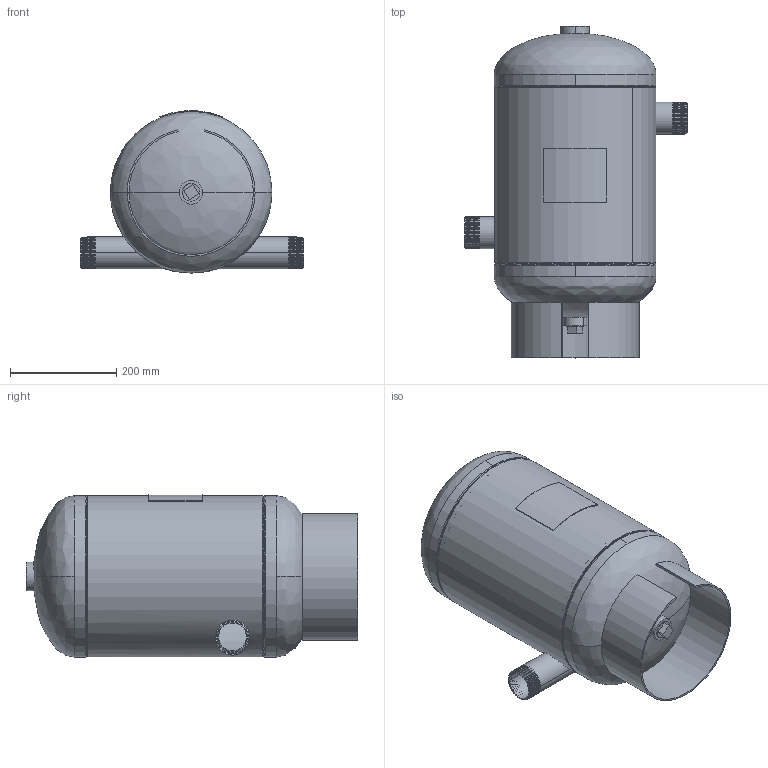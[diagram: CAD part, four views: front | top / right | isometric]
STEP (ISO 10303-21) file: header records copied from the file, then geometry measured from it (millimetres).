
FILE_DESCRIPTION (( 'STEP AP203' ), '1' );
FILE_NAME ('SPA-2.STEP', '2021-03-16T14:47:46', ( '' ), ( '' ), 'SwSTEP 2.0', 'SolidWorks 2021', '' );
FILE_SCHEMA (( 'CONFIG_CONTROL_DESIGN' ));
Length unit declared in the file: inch
Products named in the file (10): 9500050; 72Q0888; 05002001; SPA-2; PLUGS_9500150; 9500060; 9600830_12" VERT; 9200040; 99P1972_7727K357
Assembly tree (10 placements, depth 2):
  SPA-2
    05002001
    9200040
    9200040
    9500060
    9500050
    PLUGS_9500150
    99P1972_7727K357  x2
    72Q0888
    9600830_12" VERT
Bounding box: 419.1 x 626.1 x 306.15 mm (x, y, z)
Volume: 1939778.6 mm3; surface area: 1493457.1 mm2
Topology: 10 solids, 10 shells, 334 faces, 694 edges, 380 vertices
Faces by surface type: cone 196, cylinder 67, plane 29, torus 24, bspline 18
Full cylindrical faces by diameter (mm): 299.72 x1, 304.597 x1
Entity records: 13173 total; most frequent: CARTESIAN_POINT 7048, DIRECTION 1162, ORIENTED_EDGE 980, EDGE_CURVE 490, AXIS2_PLACEMENT_3D 485, VERTEX_POINT 276, CIRCLE 258, EDGE_LOOP 246
